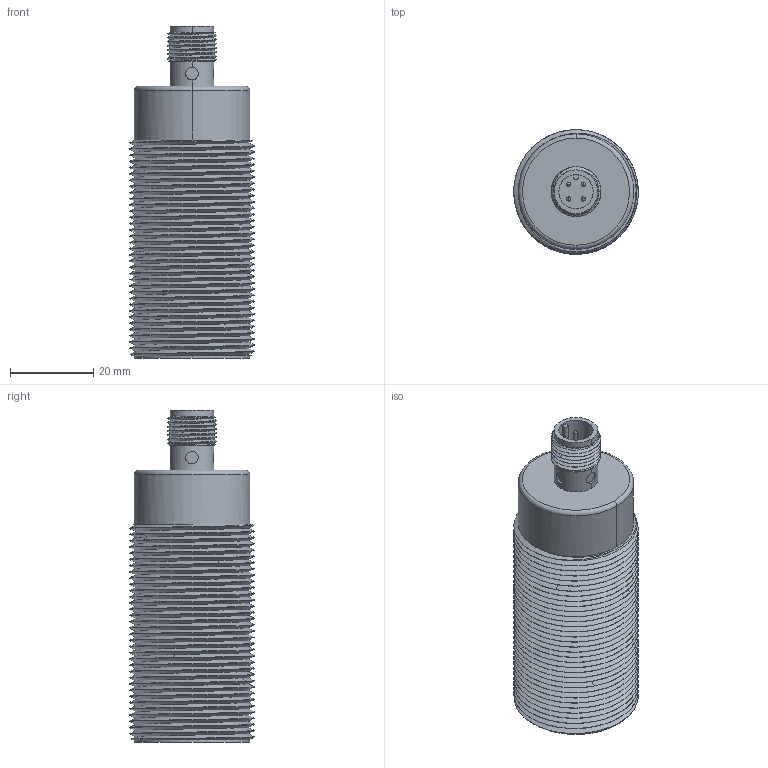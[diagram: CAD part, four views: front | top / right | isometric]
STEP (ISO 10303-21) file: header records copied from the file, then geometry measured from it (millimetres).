
FILE_DESCRIPTION((''),'2;1');
FILE_NAME('FCM1-3010X-XRU4','2017-10-24T',('Administrator'),(''),'PRO/ENGINEER BY PARAMETRIC TECHNOLOGY CORPORATION, 2009440','PRO/ENGINEER BY PARAMETRIC TECHNOLOGY CORPORATION, 2009440','');
FILE_SCHEMA(('CONFIG_CONTROL_DESIGN'));
Length unit declared in the file: millimetre
Products named in the file (1): FCM1-3010X-XRU4
Bounding box: 30 x 30 x 80 mm (x, y, z)
Volume: 42613.8 mm3; surface area: 13472 mm2
Topology: 1 solids, 1 shells, 166 faces, 450 edges, 287 vertices
Faces by surface type: cylinder 107, bspline 26, plane 18, sphere 8, cone 5, torus 2
Entity records: 15390 total; most frequent: CARTESIAN_POINT 11686, ORIENTED_EDGE 884, DIRECTION 568, EDGE_CURVE 442, VERTEX_POINT 287, B_SPLINE_CURVE_WITH_KNOTS 229, AXIS2_PLACEMENT_3D 215, EDGE_LOOP 175
